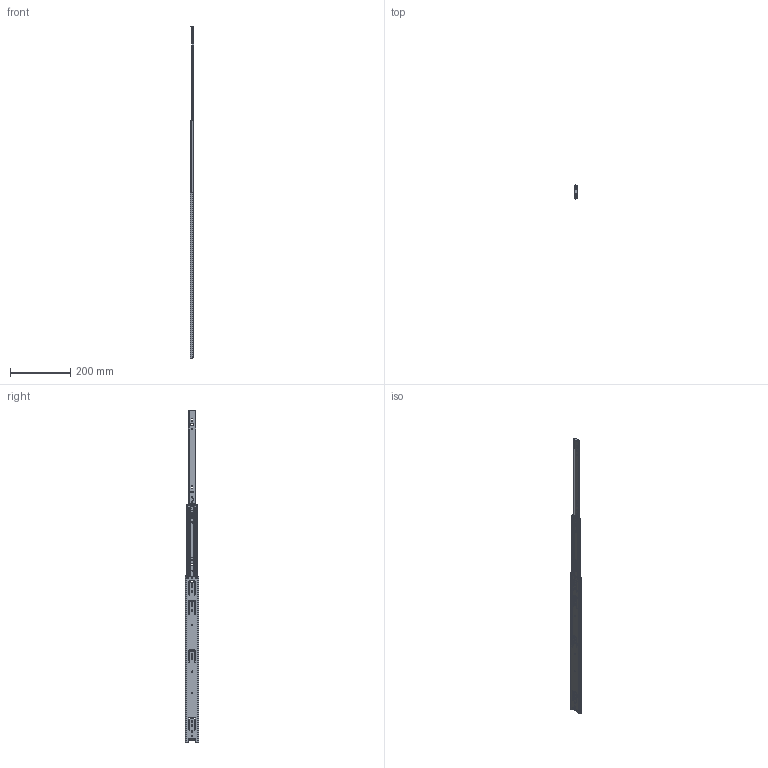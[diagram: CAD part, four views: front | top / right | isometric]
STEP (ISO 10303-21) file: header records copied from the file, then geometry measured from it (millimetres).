
FILE_DESCRIPTION (( 'STEP AP214' ), '1' );
FILE_NAME ('FR 5002.550mm_22inch_CNS_open.STEP', '2022-10-11T14:33:05', ( '' ), ( '' ), 'SwSTEP 2.0', 'SolidWorks 2020', '' );
FILE_SCHEMA (( 'AUTOMOTIVE_DESIGN' ));
Length unit declared in the file: millimetre
Products named in the file (11): 5002.XXX-02.T015_NL  550; 5002.XXX-03.T015_NL  550; FR 5002.550mm_22inch_CNS_open; FR 5002 TRIGGER; FR 5002 TRIGGER RIVET; 5000 MIDDLE STOP NEW; 5002.XXX-01.T015_NL  550; FR5002 CNS Detent
Assembly tree (10 placements, depth 3):
  FR 5002.550mm_22inch_CNS_open
    5002.XXX-01.T015_NL  550
      5002.XXX-01.T015_NL  550
      FR5002 CNS Detent
    5002.XXX-03.T015_NL  550
      5002.XXX-03.T015_NL  550
      FR 5002 TRIGGER
      FR 5002 TRIGGER RIVET
    5002.XXX-02.T015_NL  550
      5002.XXX-02.T015_NL  550
      5000 MIDDLE STOP NEW
Bounding box: 12.7 x 45.7 x 1100 mm (x, y, z)
Volume: 98946 mm3; surface area: 161603 mm2
Topology: 7 solids, 7 shells, 776 faces, 2079 edges, 1313 vertices
Faces by surface type: cylinder 376, plane 358, bspline 32, torus 8, sphere 2
Entity records: 25949 total; most frequent: CARTESIAN_POINT 5799, DIRECTION 4241, ORIENTED_EDGE 4152, EDGE_CURVE 2076, AXIS2_PLACEMENT_3D 1529, VERTEX_POINT 1313, VECTOR 1183, LINE 1183
